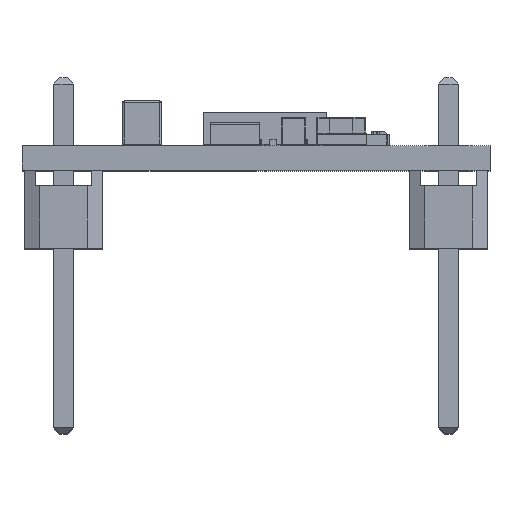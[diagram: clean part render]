
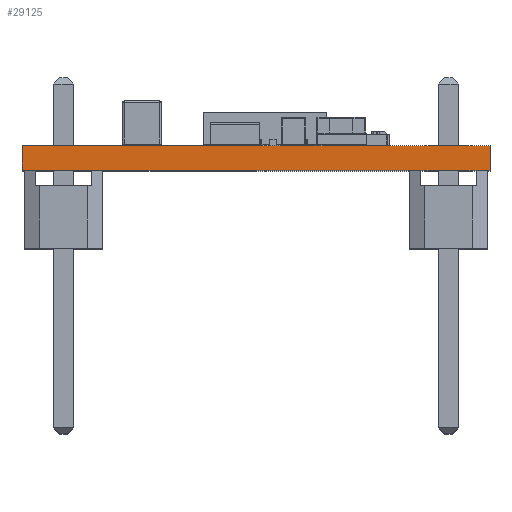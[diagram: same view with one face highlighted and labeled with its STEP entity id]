
A CAD part, top view. The second image highlights one B-rep face of the part: STEP entity #29125.
In plain terms, the highlighted planar face has unit normal (0, 0, 1).
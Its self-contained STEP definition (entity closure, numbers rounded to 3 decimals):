
#1422 = PLANE ( 'NONE',  #16610 ) ;
#1926 = CARTESIAN_POINT ( 'NONE',  ( 7.6, 0.8, 10.15 ) ) ;
#3080 = CARTESIAN_POINT ( 'NONE',  ( 7.6, 0.8, 10.15 ) ) ;
#5729 = CARTESIAN_POINT ( 'NONE',  ( 7.6, 0., 10.15 ) ) ;
#6608 = DIRECTION ( 'NONE',  ( 1., 0., 0. ) ) ;
#6985 = EDGE_LOOP ( 'NONE', ( #20546, #19612, #32239, #18179 ) ) ;
#7076 = DIRECTION ( 'NONE',  ( -1., 0., 0. ) ) ;
#9138 = LINE ( 'NONE', #20468, #29014 ) ;
#12970 = EDGE_CURVE ( 'NONE', #35570, #18130, #30291, .T. ) ;
#13023 = LINE ( 'NONE', #35565, #24776 ) ;
#16610 = AXIS2_PLACEMENT_3D ( 'NONE', #32165, #26834, #7076 ) ;
#16968 = EDGE_CURVE ( 'NONE', #31139, #35570, #9138, .T. ) ;
#17395 = VECTOR ( 'NONE', #35608, 1000. ) ;
#18130 = VERTEX_POINT ( 'NONE', #5729 ) ;
#18179 = ORIENTED_EDGE ( 'NONE', *, *, #33739, .T. ) ;
#19612 = ORIENTED_EDGE ( 'NONE', *, *, #12970, .F. ) ;
#20468 = CARTESIAN_POINT ( 'NONE',  ( 7.6, 0.8, 10.15 ) ) ;
#20546 = ORIENTED_EDGE ( 'NONE', *, *, #21913, .T. ) ;
#21422 = CARTESIAN_POINT ( 'NONE',  ( -7.6, 0.8, 10.15 ) ) ;
#21913 = EDGE_CURVE ( 'NONE', #23388, #18130, #26197, .T. ) ;
#22506 = CARTESIAN_POINT ( 'NONE',  ( 7.6, 0., 10.15 ) ) ;
#23019 = DIRECTION ( 'NONE',  ( 1., 0., 0. ) ) ;
#23388 = VERTEX_POINT ( 'NONE', #26600 ) ;
#24071 = FACE_OUTER_BOUND ( 'NONE', #6985, .T. ) ;
#24776 = VECTOR ( 'NONE', #32628, 1000. ) ;
#26197 = LINE ( 'NONE', #22506, #30362 ) ;
#26600 = CARTESIAN_POINT ( 'NONE',  ( -7.6, 0., 10.15 ) ) ;
#26834 = DIRECTION ( 'NONE',  ( 0., 0., -1. ) ) ;
#29014 = VECTOR ( 'NONE', #23019, 1000. ) ;
#29125 = ADVANCED_FACE ( 'NONE', ( #24071 ), #1422, .F. ) ;
#30291 = LINE ( 'NONE', #1926, #17395 ) ;
#30362 = VECTOR ( 'NONE', #6608, 1000. ) ;
#31139 = VERTEX_POINT ( 'NONE', #21422 ) ;
#32165 = CARTESIAN_POINT ( 'NONE',  ( 7.6, 0.8, 10.15 ) ) ;
#32239 = ORIENTED_EDGE ( 'NONE', *, *, #16968, .F. ) ;
#32628 = DIRECTION ( 'NONE',  ( 0., -1., 0. ) ) ;
#33739 = EDGE_CURVE ( 'NONE', #31139, #23388, #13023, .T. ) ;
#35565 = CARTESIAN_POINT ( 'NONE',  ( -7.6, 0.8, 10.15 ) ) ;
#35570 = VERTEX_POINT ( 'NONE', #3080 ) ;
#35608 = DIRECTION ( 'NONE',  ( 0., -1., 0. ) ) ;
